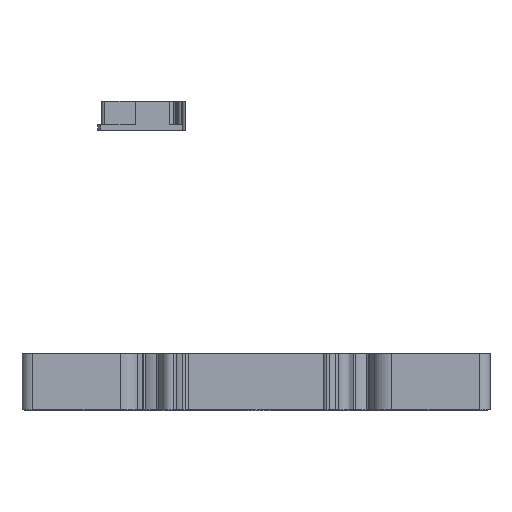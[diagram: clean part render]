
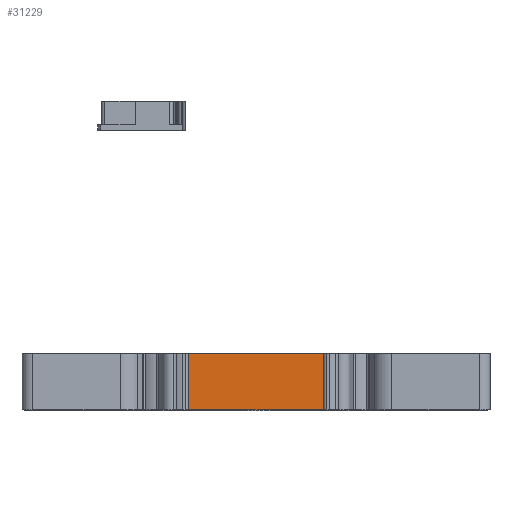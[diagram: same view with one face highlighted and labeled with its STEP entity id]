
A CAD part, front view. The second image highlights one B-rep face of the part: STEP entity #31229.
In plain terms, the highlighted planar face has unit normal (0, -1, 0).
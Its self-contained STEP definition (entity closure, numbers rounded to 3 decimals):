
#1756 = VECTOR ( 'NONE', #9761, 1000. ) ;
#2263 = VERTEX_POINT ( 'NONE', #8508 ) ;
#2314 = VERTEX_POINT ( 'NONE', #8529 ) ;
#7876 = VERTEX_POINT ( 'NONE', #10610 ) ;
#7904 = VERTEX_POINT ( 'NONE', #10820 ) ;
#8508 = CARTESIAN_POINT ( 'NONE',  ( 1246.631, 786.348, 30. ) ) ;
#8529 = CARTESIAN_POINT ( 'NONE',  ( 1265.908, 786.348, 30. ) ) ;
#9709 = LINE ( 'NONE', #9720, #1756 ) ;
#9720 = CARTESIAN_POINT ( 'NONE',  ( 1246.631, 786.348, 3.546 ) ) ;
#9761 = DIRECTION ( 'NONE',  ( 0., 0., 1. ) ) ;
#10610 = CARTESIAN_POINT ( 'NONE',  ( 1246.631, 786.348, 38. ) ) ;
#10820 = CARTESIAN_POINT ( 'NONE',  ( 1265.908, 786.348, 38. ) ) ;
#12682 = LINE ( 'NONE', #12730, #14110 ) ;
#12684 = DIRECTION ( 'NONE',  ( 1., 0., 0. ) ) ;
#12730 = CARTESIAN_POINT ( 'NONE',  ( 1246.631, 786.348, 38. ) ) ;
#14110 = VECTOR ( 'NONE', #12684, 1000. ) ;
#15723 = DIRECTION ( 'NONE',  ( -1., 0., 0. ) ) ;
#15737 = CARTESIAN_POINT ( 'NONE',  ( 1246.631, 786.348, 30. ) ) ;
#15749 = LINE ( 'NONE', #15737, #35212 ) ;
#20604 = DIRECTION ( 'NONE',  ( 0., -1., 0. ) ) ;
#20605 = CARTESIAN_POINT ( 'NONE',  ( 1246.631, 786.348, 3.546 ) ) ;
#20611 = PLANE ( 'NONE',  #21080 ) ;
#20638 = DIRECTION ( 'NONE',  ( 1., 0., 0. ) ) ;
#20640 = FACE_OUTER_BOUND ( 'NONE', #31964, .T. ) ;
#21080 = AXIS2_PLACEMENT_3D ( 'NONE', #20605, #20604, #20638 ) ;
#26566 = VECTOR ( 'NONE', #28495, 1000. ) ;
#28495 = DIRECTION ( 'NONE',  ( 0., 0., 1. ) ) ;
#28506 = LINE ( 'NONE', #28532, #26566 ) ;
#28532 = CARTESIAN_POINT ( 'NONE',  ( 1265.908, 786.348, 3.546 ) ) ;
#30243 = EDGE_CURVE ( 'NONE', #2263, #7876, #9709, .T. ) ;
#30716 = EDGE_CURVE ( 'NONE', #2314, #2263, #15749, .T. ) ;
#31229 = ADVANCED_FACE ( 'NONE', ( #20640 ), #20611, .T. ) ;
#31964 = EDGE_LOOP ( 'NONE', ( #32619, #32638, #32622, #32631 ) ) ;
#32619 = ORIENTED_EDGE ( 'NONE', *, *, #30716, .F. ) ;
#32622 = ORIENTED_EDGE ( 'NONE', *, *, #33488, .F. ) ;
#32631 = ORIENTED_EDGE ( 'NONE', *, *, #30243, .F. ) ;
#32638 = ORIENTED_EDGE ( 'NONE', *, *, #36842, .T. ) ;
#33488 = EDGE_CURVE ( 'NONE', #7876, #7904, #12682, .T. ) ;
#35212 = VECTOR ( 'NONE', #15723, 1000. ) ;
#36842 = EDGE_CURVE ( 'NONE', #2314, #7904, #28506, .T. ) ;
